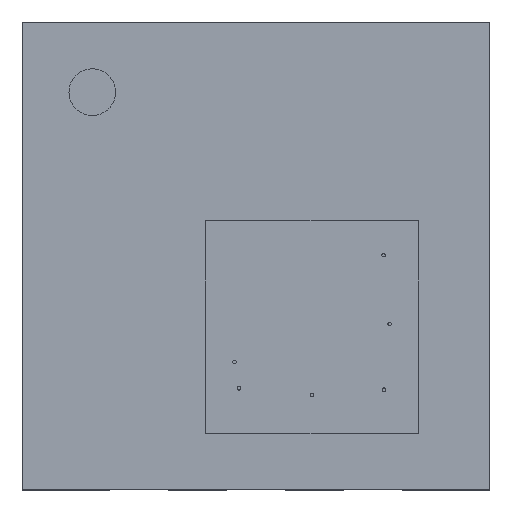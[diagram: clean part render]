
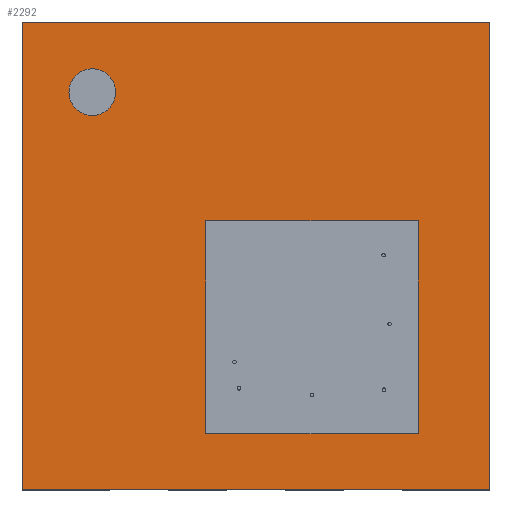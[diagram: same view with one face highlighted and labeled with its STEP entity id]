
A CAD part, top view. The second image highlights one B-rep face of the part: STEP entity #2292.
In plain terms, the highlighted planar face has unit normal (0, 0, 1).
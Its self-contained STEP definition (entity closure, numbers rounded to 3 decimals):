
#26=CIRCLE('',#2402,0.1);
#472=ORIENTED_EDGE('',*,*,#759,.T.);
#473=ORIENTED_EDGE('',*,*,#760,.T.);
#474=ORIENTED_EDGE('',*,*,#761,.T.);
#475=ORIENTED_EDGE('',*,*,#762,.T.);
#476=ORIENTED_EDGE('',*,*,#763,.F.);
#477=ORIENTED_EDGE('',*,*,#753,.F.);
#478=ORIENTED_EDGE('',*,*,#751,.F.);
#479=ORIENTED_EDGE('',*,*,#749,.F.);
#480=ORIENTED_EDGE('',*,*,#746,.F.);
#746=EDGE_CURVE('',#926,#927,#1159,.T.);
#749=EDGE_CURVE('',#927,#928,#1162,.T.);
#751=EDGE_CURVE('',#928,#929,#1164,.T.);
#753=EDGE_CURVE('',#929,#926,#1166,.T.);
#759=EDGE_CURVE('',#935,#936,#1171,.T.);
#760=EDGE_CURVE('',#936,#937,#1172,.T.);
#761=EDGE_CURVE('',#937,#938,#1173,.T.);
#762=EDGE_CURVE('',#938,#935,#1174,.T.);
#763=EDGE_CURVE('',#939,#939,#26,.T.);
#926=VERTEX_POINT('',#3290);
#927=VERTEX_POINT('',#3291);
#928=VERTEX_POINT('',#3296);
#929=VERTEX_POINT('',#3300);
#935=VERTEX_POINT('',#3318);
#936=VERTEX_POINT('',#3319);
#937=VERTEX_POINT('',#3321);
#938=VERTEX_POINT('',#3323);
#939=VERTEX_POINT('',#3326);
#1159=LINE('',#3289,#1390);
#1162=LINE('',#3295,#1393);
#1164=LINE('',#3299,#1395);
#1166=LINE('',#3303,#1397);
#1171=LINE('',#3317,#1402);
#1172=LINE('',#3320,#1403);
#1173=LINE('',#3322,#1404);
#1174=LINE('',#3324,#1405);
#1390=VECTOR('',#2775,1000.);
#1393=VECTOR('',#2780,1000.);
#1395=VECTOR('',#2784,1000.);
#1397=VECTOR('',#2788,1000.);
#1402=VECTOR('',#2801,1000.);
#1403=VECTOR('',#2802,1000.);
#1404=VECTOR('',#2803,1000.);
#1405=VECTOR('',#2804,1000.);
#1496=EDGE_LOOP('',(#472,#473,#474,#475));
#1497=EDGE_LOOP('',(#476));
#1498=EDGE_LOOP('',(#477,#478,#479,#480));
#1609=FACE_BOUND('',#1496,.T.);
#1610=FACE_BOUND('',#1497,.T.);
#1611=FACE_BOUND('',#1498,.T.);
#1722=PLANE('',#2401);
#2292=ADVANCED_FACE('',(#1609,#1610,#1611),#1722,.T.);
#2401=AXIS2_PLACEMENT_3D('',#3316,#2799,#2800);
#2402=AXIS2_PLACEMENT_3D('',#3325,#2805,#2806);
#2775=DIRECTION('',(-1.,0.,0.));
#2780=DIRECTION('',(0.,-1.,0.));
#2784=DIRECTION('',(1.,0.,0.));
#2788=DIRECTION('',(0.,1.,0.));
#2799=DIRECTION('',(0.,0.,1.));
#2800=DIRECTION('',(1.,0.,0.));
#2801=DIRECTION('',(0.,-1.,0.));
#2802=DIRECTION('',(1.,0.,0.));
#2803=DIRECTION('',(0.,1.,0.));
#2804=DIRECTION('',(-1.,0.,0.));
#2805=DIRECTION('',(0.,0.,1.));
#2806=DIRECTION('',(1.,0.,0.));
#3289=CARTESIAN_POINT('',(-0.216,0.15,0.73));
#3290=CARTESIAN_POINT('',(0.695,0.15,0.73));
#3291=CARTESIAN_POINT('',(-0.216,0.15,0.73));
#3295=CARTESIAN_POINT('',(-0.216,-0.76,0.73));
#3296=CARTESIAN_POINT('',(-0.216,-0.76,0.73));
#3299=CARTESIAN_POINT('',(-0.216,-0.76,0.73));
#3300=CARTESIAN_POINT('',(0.695,-0.76,0.73));
#3303=CARTESIAN_POINT('',(0.695,-0.76,0.73));
#3316=CARTESIAN_POINT('',(0.,0.,0.73));
#3317=CARTESIAN_POINT('',(-1.,1.,0.73));
#3318=CARTESIAN_POINT('',(-1.,1.,0.73));
#3319=CARTESIAN_POINT('',(-1.,-1.,0.73));
#3320=CARTESIAN_POINT('',(-1.,-1.,0.73));
#3321=CARTESIAN_POINT('',(1.,-1.,0.73));
#3322=CARTESIAN_POINT('',(1.,-1.,0.73));
#3323=CARTESIAN_POINT('',(1.,1.,0.73));
#3324=CARTESIAN_POINT('',(1.,1.,0.73));
#3325=CARTESIAN_POINT('',(-0.7,0.7,0.73));
#3326=CARTESIAN_POINT('',(-0.6,0.7,0.73));
